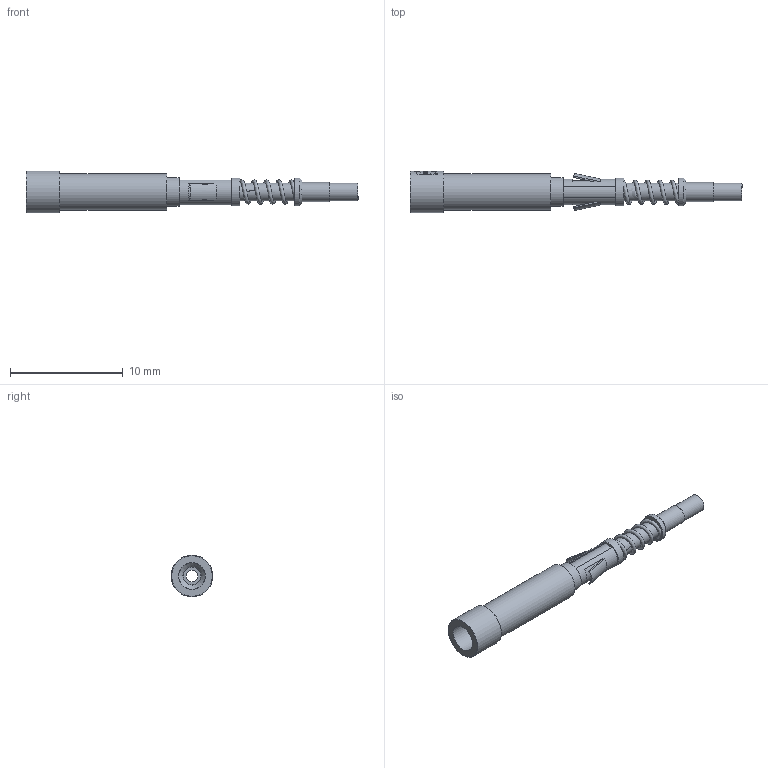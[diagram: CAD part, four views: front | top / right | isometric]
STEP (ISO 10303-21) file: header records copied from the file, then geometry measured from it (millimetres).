
FILE_DESCRIPTION(/* description */ (''),/* implementation_level */ '2;1');
FILE_NAME(/* name */ '100197884ugm000_b.stp',/* time_stamp */ '2017-10-26T13:27:21+02:00',/* author */ (''),/* organization */ (''),/* preprocessor_version */ 'ST-DEVELOPER v16',/* originating_system */ 'SIEMENS PLM Software NX 10.0',/* authorisation */ '');
FILE_SCHEMA (('AUTOMOTIVE_DESIGN { 1 0 10303 214 3 1 1 1 }'));
Length unit declared in the file: millimetre
Products named in the file (1): 100197884ugm000_b
Bounding box: 29.5 x 3.7 x 3.7 mm (x, y, z)
Volume: 93.9 mm3; surface area: 609.8 mm2
Topology: 1 solids, 3 shells, 159 faces, 510 edges, 457 vertices
Faces by surface type: plane 106, cylinder 48, extrusion 2, cone 2, bspline 1
Full cylindrical faces by diameter (mm): 0.228 x1, 0.269 x1, 1.05 x1, 1.58 x4, 1.6 x1, 1.7 x1, 2 x1, 2.4 x1, 2.45 x2, 2.57 x1, 3.2 x1, 3.6 x1, 3.7 x1
Entity records: 7914 total; most frequent: CARTESIAN_POINT 3232, DIRECTION 893, ORIENTED_EDGE 772, EDGE_CURVE 387, AXIS2_PLACEMENT_3D 313, VERTEX_POINT 276, VECTOR 267, LINE 265
